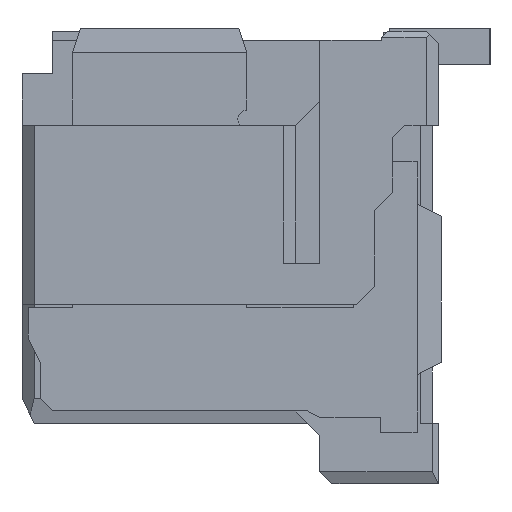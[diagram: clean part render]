
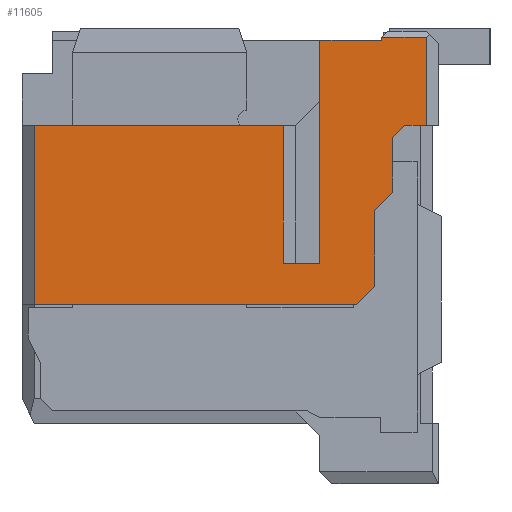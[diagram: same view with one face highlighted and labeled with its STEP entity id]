
A CAD part, left-side view. The second image highlights one B-rep face of the part: STEP entity #11605.
In plain terms, the highlighted planar face has unit normal (-1, 0, 0).
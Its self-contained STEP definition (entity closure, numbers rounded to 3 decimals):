
#2004=DIRECTION('',(0.,0.,-1.));
#2005=VECTOR('',#2004,2.95);
#2006=CARTESIAN_POINT('',(-10.,3.1,4.475));
#2007=LINE('',#2006,#2005);
#2008=DIRECTION('',(0.,-1.,0.));
#2009=VECTOR('',#2008,4.1);
#2010=CARTESIAN_POINT('',(-10.,3.1,4.475));
#2011=LINE('',#2010,#2009);
#2012=DIRECTION('',(0.,0.,1.));
#2013=VECTOR('',#2012,2.27);
#2014=CARTESIAN_POINT('',(-10.,-1.,2.205));
#2015=LINE('',#2014,#2013);
#2016=DIRECTION('',(0.,1.,0.));
#2017=VECTOR('',#2016,0.6);
#2018=CARTESIAN_POINT('',(-10.,-1.6,2.205));
#2019=LINE('',#2018,#2017);
#2020=DIRECTION('',(0.,1.,0.));
#2021=VECTOR('',#2020,1.02);
#2022=CARTESIAN_POINT('',(-10.,-2.62,5.875));
#2023=LINE('',#2022,#2021);
#2024=DIRECTION('',(0.,0.,-1.));
#2025=VECTOR('',#2024,0.05);
#2026=CARTESIAN_POINT('',(-10.,-2.62,5.925));
#2027=LINE('',#2026,#2025);
#2028=DIRECTION('',(0.,1.,0.));
#2029=VECTOR('',#2028,0.73);
#2030=CARTESIAN_POINT('',(-10.,-3.35,5.925));
#2031=LINE('',#2030,#2029);
#2032=DIRECTION('',(0.,0.,1.));
#2033=VECTOR('',#2032,1.45);
#2034=CARTESIAN_POINT('',(-10.,-3.35,4.475));
#2035=LINE('',#2034,#2033);
#2036=DIRECTION('',(0.,1.,0.));
#2037=VECTOR('',#2036,0.35);
#2038=CARTESIAN_POINT('',(-10.,-3.35,4.475));
#2039=LINE('',#2038,#2037);
#2040=DIRECTION('',(0.,0.707,-0.707));
#2041=VECTOR('',#2040,0.283);
#2042=CARTESIAN_POINT('',(-10.,-3.,4.475));
#2043=LINE('',#2042,#2041);
#2044=DIRECTION('',(0.,0.,-1.));
#2045=VECTOR('',#2044,0.9);
#2046=CARTESIAN_POINT('',(-10.,-2.8,4.275));
#2047=LINE('',#2046,#2045);
#2048=DIRECTION('',(0.,0.707,-0.707));
#2049=VECTOR('',#2048,0.424);
#2050=CARTESIAN_POINT('',(-10.,-2.8,3.375));
#2051=LINE('',#2050,#2049);
#2052=DIRECTION('',(0.,0.,-1.));
#2053=VECTOR('',#2052,1.25);
#2054=CARTESIAN_POINT('',(-10.,-2.5,3.075));
#2055=LINE('',#2054,#2053);
#2056=DIRECTION('',(0.,0.707,-0.707));
#2057=VECTOR('',#2056,0.424);
#2058=CARTESIAN_POINT('',(-10.,-2.5,1.825));
#2059=LINE('',#2058,#2057);
#2060=DIRECTION('',(0.,-1.,0.));
#2061=VECTOR('',#2060,5.3);
#2062=CARTESIAN_POINT('',(-10.,3.1,1.525));
#2063=LINE('',#2062,#2061);
#6228=DIRECTION('',(0.,0.,-1.));
#6229=VECTOR('',#6228,3.67);
#6230=CARTESIAN_POINT('',(-10.,-1.6,5.875));
#6231=LINE('',#6230,#6229);
#6917=CARTESIAN_POINT('',(-10.,-3.,4.475));
#6918=CARTESIAN_POINT('',(-10.,-2.8,4.275));
#6919=VERTEX_POINT('',#6917);
#6920=VERTEX_POINT('',#6918);
#6921=CARTESIAN_POINT('',(-10.,-2.8,3.375));
#6922=VERTEX_POINT('',#6921);
#6923=CARTESIAN_POINT('',(-10.,-2.5,3.075));
#6924=VERTEX_POINT('',#6923);
#6925=CARTESIAN_POINT('',(-10.,-2.5,1.825));
#6926=VERTEX_POINT('',#6925);
#6927=CARTESIAN_POINT('',(-10.,-2.2,1.525));
#6928=VERTEX_POINT('',#6927);
#6929=CARTESIAN_POINT('',(-10.,-1.6,5.875));
#6931=VERTEX_POINT('',#6929);
#6939=CARTESIAN_POINT('',(-10.,-2.62,5.875));
#6940=VERTEX_POINT('',#6939);
#8358=CARTESIAN_POINT('',(-10.,-1.6,2.205));
#8359=CARTESIAN_POINT('',(-10.,-1.,2.205));
#8360=VERTEX_POINT('',#8358);
#8361=VERTEX_POINT('',#8359);
#8362=CARTESIAN_POINT('',(-10.,-1.,4.475));
#8363=VERTEX_POINT('',#8362);
#8418=CARTESIAN_POINT('',(-10.,3.1,1.525));
#8420=VERTEX_POINT('',#8418);
#8424=CARTESIAN_POINT('',(-10.,3.1,4.475));
#8425=VERTEX_POINT('',#8424);
#8486=CARTESIAN_POINT('',(-10.,-3.35,5.925));
#8487=CARTESIAN_POINT('',(-10.,-2.62,5.925));
#8488=VERTEX_POINT('',#8486);
#8489=VERTEX_POINT('',#8487);
#8499=CARTESIAN_POINT('',(-10.,-3.35,4.475));
#8501=VERTEX_POINT('',#8499);
#11574=CARTESIAN_POINT('',(-10.,0.,2.3));
#11575=DIRECTION('',(-1.,0.,0.));
#11576=DIRECTION('',(0.,0.,1.));
#11577=AXIS2_PLACEMENT_3D('',#11574,#11575,#11576);
#11578=PLANE('',#11577);
#11580=ORIENTED_EDGE('',*,*,#11579,.F.);
#11582=ORIENTED_EDGE('',*,*,#11581,.T.);
#11584=ORIENTED_EDGE('',*,*,#11583,.F.);
#11586=ORIENTED_EDGE('',*,*,#11585,.F.);
#11588=ORIENTED_EDGE('',*,*,#11587,.F.);
#11590=ORIENTED_EDGE('',*,*,#11589,.F.);
#11592=ORIENTED_EDGE('',*,*,#11591,.F.);
#11593=ORIENTED_EDGE('',*,*,#11038,.F.);
#11594=ORIENTED_EDGE('',*,*,#11115,.F.);
#11595=ORIENTED_EDGE('',*,*,#11138,.T.);
#11597=ORIENTED_EDGE('',*,*,#11596,.T.);
#11598=ORIENTED_EDGE('',*,*,#11523,.T.);
#11599=ORIENTED_EDGE('',*,*,#11541,.T.);
#11600=ORIENTED_EDGE('',*,*,#11555,.T.);
#11601=ORIENTED_EDGE('',*,*,#11568,.T.);
#11602=ORIENTED_EDGE('',*,*,#11233,.F.);
#11603=EDGE_LOOP('',(#11580,#11582,#11584,#11586,#11588,#11590,#11592,#11593,
#11594,#11595,#11597,#11598,#11599,#11600,#11601,#11602));
#11604=FACE_OUTER_BOUND('',#11603,.F.);
#11605=ADVANCED_FACE('',(#11604),#11578,.T.);
#11038=EDGE_CURVE('',#8488,#8489,#2031,.T.);
#11115=EDGE_CURVE('',#8501,#8488,#2035,.T.);
#11138=EDGE_CURVE('',#8501,#6919,#2039,.T.);
#11233=EDGE_CURVE('',#8420,#6928,#2063,.T.);
#11523=EDGE_CURVE('',#6920,#6922,#2047,.T.);
#11541=EDGE_CURVE('',#6922,#6924,#2051,.T.);
#11555=EDGE_CURVE('',#6924,#6926,#2055,.T.);
#11568=EDGE_CURVE('',#6926,#6928,#2059,.T.);
#11579=EDGE_CURVE('',#8425,#8420,#2007,.T.);
#11581=EDGE_CURVE('',#8425,#8363,#2011,.T.);
#11583=EDGE_CURVE('',#8361,#8363,#2015,.T.);
#11585=EDGE_CURVE('',#8360,#8361,#2019,.T.);
#11587=EDGE_CURVE('',#6931,#8360,#6231,.T.);
#11589=EDGE_CURVE('',#6940,#6931,#2023,.T.);
#11591=EDGE_CURVE('',#8489,#6940,#2027,.T.);
#11596=EDGE_CURVE('',#6919,#6920,#2043,.T.);
